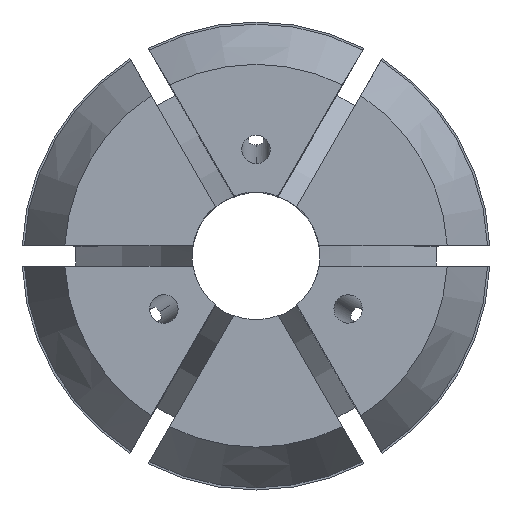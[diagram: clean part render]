
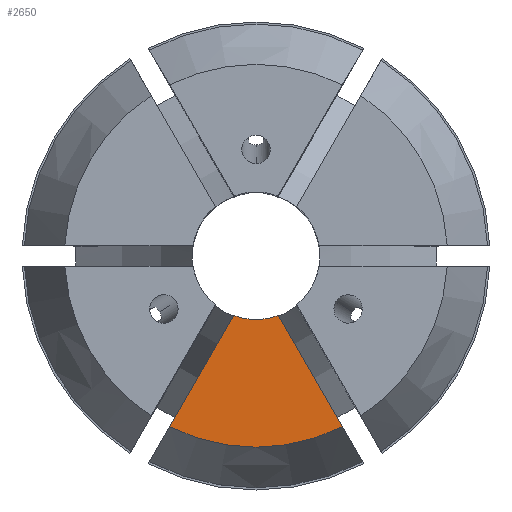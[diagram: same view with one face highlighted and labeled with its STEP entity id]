
A CAD part, top view. The second image highlights one B-rep face of the part: STEP entity #2650.
In plain terms, the highlighted planar face has unit normal (0, 0, 1).
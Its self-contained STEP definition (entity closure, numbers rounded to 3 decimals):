
#103 = VECTOR ( 'NONE', #614, 1000. ) ;
#193 = DIRECTION ( 'NONE',  ( -1., 0., 0. ) ) ;
#316 = CARTESIAN_POINT ( 'NONE',  ( -1.569, -4.218, 40. ) ) ;
#373 = CARTESIAN_POINT ( 'NONE',  ( 6.09, -12.048, 40. ) ) ;
#391 = ORIENTED_EDGE ( 'NONE', *, *, #1531, .F. ) ;
#429 = DIRECTION ( 'NONE',  ( 1., 0., 0. ) ) ;
#614 = DIRECTION ( 'NONE',  ( -0.5, -0.866, 0. ) ) ;
#620 = AXIS2_PLACEMENT_3D ( 'NONE', #1374, #3406, #429 ) ;
#825 = CIRCLE ( 'NONE', #620, 4.5 ) ;
#966 = FACE_OUTER_BOUND ( 'NONE', #2166, .T. ) ;
#1243 = AXIS2_PLACEMENT_3D ( 'NONE', #3375, #1698, #193 ) ;
#1374 = CARTESIAN_POINT ( 'NONE',  ( 0., 0., 40. ) ) ;
#1531 = EDGE_CURVE ( 'NONE', #1888, #2721, #3291, .T. ) ;
#1698 = DIRECTION ( 'NONE',  ( 0., 0., -1. ) ) ;
#1707 = VECTOR ( 'NONE', #1945, 1000. ) ;
#1727 = PLANE ( 'NONE',  #2066 ) ;
#1888 = VERTEX_POINT ( 'NONE', #373 ) ;
#1945 = DIRECTION ( 'NONE',  ( 0.5, -0.866, 0. ) ) ;
#1978 = DIRECTION ( 'NONE',  ( 0., 0., 1. ) ) ;
#2012 = EDGE_CURVE ( 'NONE', #3493, #2286, #825, .T. ) ;
#2041 = CARTESIAN_POINT ( 'NONE',  ( 6.495, 9.75, 40. ) ) ;
#2066 = AXIS2_PLACEMENT_3D ( 'NONE', #2600, #1978, #2586 ) ;
#2166 = EDGE_LOOP ( 'NONE', ( #3422, #3258, #391, #3713 ) ) ;
#2225 = CARTESIAN_POINT ( 'NONE',  ( -6.495, 9.75, 40. ) ) ;
#2286 = VERTEX_POINT ( 'NONE', #3293 ) ;
#2471 = LINE ( 'NONE', #2225, #1707 ) ;
#2586 = DIRECTION ( 'NONE',  ( 1., 0., 0. ) ) ;
#2596 = EDGE_CURVE ( 'NONE', #3493, #2721, #2800, .T. ) ;
#2600 = CARTESIAN_POINT ( 'NONE',  ( 0., 13.499, 40. ) ) ;
#2650 = ADVANCED_FACE ( 'NONE', ( #966 ), #1727, .T. ) ;
#2721 = VERTEX_POINT ( 'NONE', #3237 ) ;
#2800 = LINE ( 'NONE', #2041, #103 ) ;
#3237 = CARTESIAN_POINT ( 'NONE',  ( -6.09, -12.048, 40. ) ) ;
#3258 = ORIENTED_EDGE ( 'NONE', *, *, #2596, .T. ) ;
#3291 = CIRCLE ( 'NONE', #1243, 13.499 ) ;
#3293 = CARTESIAN_POINT ( 'NONE',  ( 1.569, -4.218, 40. ) ) ;
#3309 = EDGE_CURVE ( 'NONE', #2286, #1888, #2471, .T. ) ;
#3375 = CARTESIAN_POINT ( 'NONE',  ( 0., 0., 40. ) ) ;
#3406 = DIRECTION ( 'NONE',  ( 0., 0., 1. ) ) ;
#3422 = ORIENTED_EDGE ( 'NONE', *, *, #2012, .F. ) ;
#3493 = VERTEX_POINT ( 'NONE', #316 ) ;
#3713 = ORIENTED_EDGE ( 'NONE', *, *, #3309, .F. ) ;
